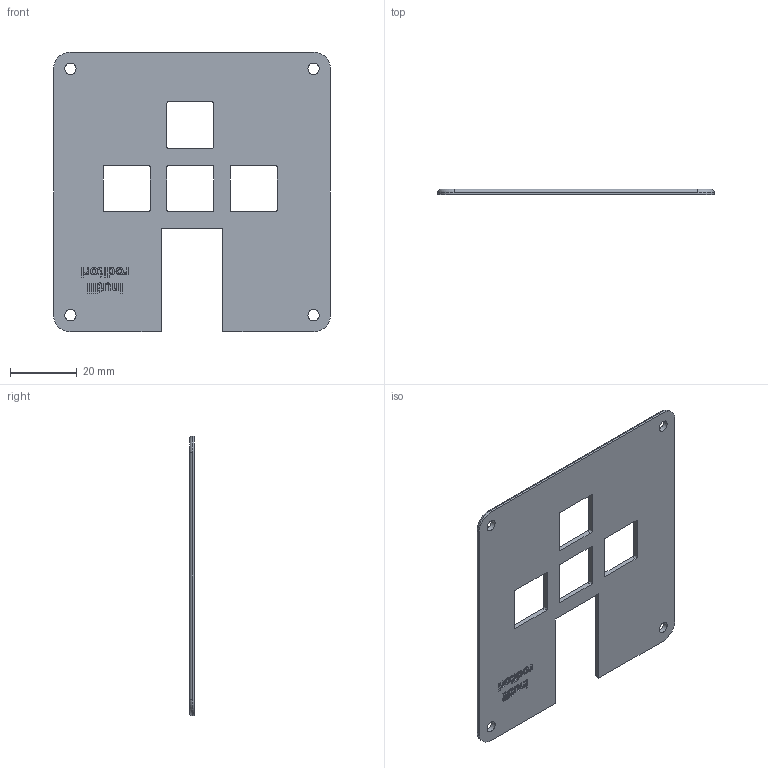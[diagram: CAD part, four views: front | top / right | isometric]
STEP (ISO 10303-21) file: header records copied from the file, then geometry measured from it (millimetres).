
FILE_DESCRIPTION(/* description */ (''),/* implementation_level */ '2;1');
FILE_NAME(/* name */ 'inutili roditori 2.step',/* time_stamp */ '2025-12-06T16:07:49+01:00',/* author */ (''),/* organization */ (''),/* preprocessor_version */ 'ST-DEVELOPER v20.1',/* originating_system */ 'Autodesk Translation Framework v14.21.0.0',/* authorisation */ '');
FILE_SCHEMA (('AUTOMOTIVE_DESIGN { 1 0 10303 214 3 1 1 }'));
Length unit declared in the file: millimetre
Products named in the file (1): (Non salvato)
Bounding box: 83 x 1.5 x 84 mm (x, y, z)
Volume: 8264.4 mm3; surface area: 11986.1 mm2
Topology: 1 solids, 1 shells, 288 faces, 781 edges, 518 vertices
Faces by surface type: plane 150, bspline 105, cylinder 29, torus 4
Full cylindrical faces by diameter (mm): 3.4 x4
Entity records: 10038 total; most frequent: CARTESIAN_POINT 3373, ORIENTED_EDGE 1562, DIRECTION 1001, EDGE_CURVE 781, VERTEX_POINT 518, LINE 509, VECTOR 509, EDGE_LOOP 327
